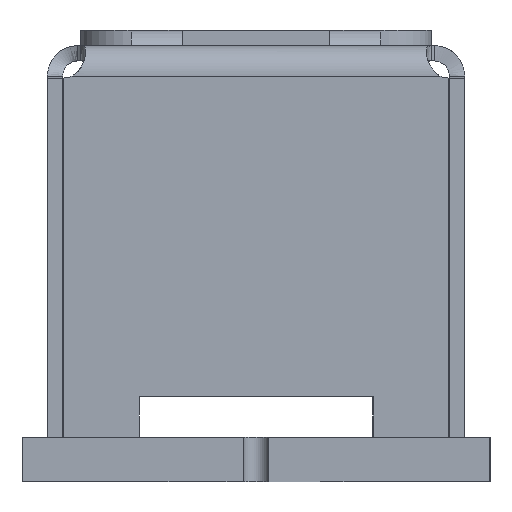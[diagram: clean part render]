
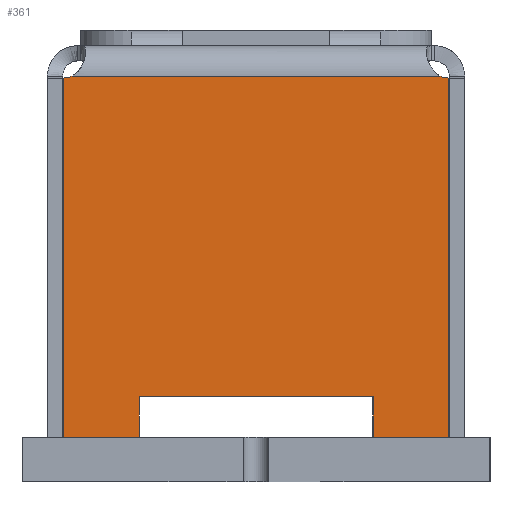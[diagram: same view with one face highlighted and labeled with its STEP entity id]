
A CAD part, left-side view. The second image highlights one B-rep face of the part: STEP entity #361.
In plain terms, the highlighted planar face has unit normal (-1, 0, 0).
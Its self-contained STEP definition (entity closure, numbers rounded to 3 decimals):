
#361=ADVANCED_FACE('',(#6176),#6178,.F.);
#6176=FACE_BOUND('',#6177,.T.);
#6177=EDGE_LOOP('',(#14939,#14940,#14941,#14942,#14943,#14944,#14945,#14946,#14947,
#14948));
#6178=PLANE('',#6179);
#6179=AXIS2_PLACEMENT_3D('',#6180,#6181,#6182);
#6180=CARTESIAN_POINT('',(0.5,4.6,7.7));
#6181=DIRECTION('',(1.,0.,0.));
#6182=DIRECTION('',(0.,0.,-1.));
#14939=ORIENTED_EDGE('',*,*,#18087,.T.);
#14940=ORIENTED_EDGE('',*,*,#18293,.F.);
#14941=ORIENTED_EDGE('',*,*,#18294,.F.);
#14942=ORIENTED_EDGE('',*,*,#18295,.F.);
#14943=ORIENTED_EDGE('',*,*,#18296,.T.);
#14944=ORIENTED_EDGE('',*,*,#18291,.F.);
#14945=ORIENTED_EDGE('',*,*,#18297,.T.);
#14946=ORIENTED_EDGE('',*,*,#18283,.F.);
#14947=ORIENTED_EDGE('',*,*,#18298,.F.);
#14948=ORIENTED_EDGE('',*,*,#18299,.T.);
#18087=EDGE_CURVE('',#19819,#19817,#19820,.T.);
#18283=EDGE_CURVE('',#20176,#20177,#20178,.T.);
#18291=EDGE_CURVE('',#20189,#20191,#20192,.T.);
#18293=EDGE_CURVE('',#20194,#19817,#20195,.T.);
#18294=EDGE_CURVE('',#20196,#20194,#20197,.T.);
#18295=EDGE_CURVE('',#20198,#20196,#20199,.T.);
#18296=EDGE_CURVE('',#20198,#20191,#20200,.T.);
#18297=EDGE_CURVE('',#20189,#20177,#20201,.T.);
#18298=EDGE_CURVE('',#20202,#20176,#20203,.T.);
#18299=EDGE_CURVE('',#20202,#19819,#20204,.T.);
#19817=VERTEX_POINT('',#22714);
#19819=VERTEX_POINT('',#22718);
#19820=LINE('',#22719,#22720);
#20176=VERTEX_POINT('',#23681);
#20177=VERTEX_POINT('',#23682);
#20178=LINE('',#23683,#23684);
#20189=VERTEX_POINT('',#23770);
#20191=VERTEX_POINT('',#23774);
#20192=LINE('',#23775,#23776);
#20194=VERTEX_POINT('',#23781);
#20195=LINE('',#23782,#23783);
#20196=VERTEX_POINT('',#23785);
#20197=LINE('',#23786,#23787);
#20198=VERTEX_POINT('',#23789);
#20199=LINE('',#23790,#23791);
#20200=LINE('',#23793,#23794);
#20201=CIRCLE('',#23796,0.45);
#20202=VERTEX_POINT('',#23800);
#20203=CIRCLE('',#23801,0.45);
#20204=LINE('',#23805,#23806);
#22714=CARTESIAN_POINT('',(0.5,6.9,0.));
#22718=CARTESIAN_POINT('',(0.5,8.393,0.));
#22719=CARTESIAN_POINT('',(0.5,8.393,0.));
#22720=VECTOR('',#22721,1.);
#22721=DIRECTION('',(0.,-1.,0.));
#23681=CARTESIAN_POINT('',(0.5,8.216,7.1));
#23682=CARTESIAN_POINT('',(0.5,0.984,7.1));
#23683=CARTESIAN_POINT('',(0.5,8.216,7.1));
#23684=VECTOR('',#23685,1.);
#23685=DIRECTION('',(0.,-1.,0.));
#23770=CARTESIAN_POINT('',(0.5,0.807,7.064));
#23774=CARTESIAN_POINT('',(0.5,0.807,0.));
#23775=CARTESIAN_POINT('',(0.5,0.807,7.064));
#23776=VECTOR('',#23777,1.);
#23777=DIRECTION('',(0.,0.,-1.));
#23781=CARTESIAN_POINT('',(0.5,6.9,0.8));
#23782=CARTESIAN_POINT('',(0.5,6.9,0.8));
#23783=VECTOR('',#23784,1.);
#23784=DIRECTION('',(0.,0.,-1.));
#23785=CARTESIAN_POINT('',(0.5,2.3,0.8));
#23786=CARTESIAN_POINT('',(0.5,2.3,0.8));
#23787=VECTOR('',#23788,1.);
#23788=DIRECTION('',(0.,1.,0.));
#23789=CARTESIAN_POINT('',(0.5,2.3,0.));
#23790=CARTESIAN_POINT('',(0.5,2.3,0.));
#23791=VECTOR('',#23792,1.);
#23792=DIRECTION('',(0.,0.,1.));
#23793=CARTESIAN_POINT('',(0.5,2.3,0.));
#23794=VECTOR('',#23795,1.);
#23795=DIRECTION('',(0.,-1.,0.));
#23796=AXIS2_PLACEMENT_3D('',#23797,#23798,#23799);
#23797=CARTESIAN_POINT('',(0.5,0.807,7.514));
#23798=DIRECTION('',(1.,0.,0.));
#23799=DIRECTION('',(0.,0.,-1.));
#23800=CARTESIAN_POINT('',(0.5,8.393,7.064));
#23801=AXIS2_PLACEMENT_3D('',#23802,#23803,#23804);
#23802=CARTESIAN_POINT('',(0.5,8.393,7.514));
#23803=DIRECTION('',(-1.,0.,0.));
#23804=DIRECTION('',(0.,0.,-1.));
#23805=CARTESIAN_POINT('',(0.5,8.393,7.064));
#23806=VECTOR('',#23807,1.);
#23807=DIRECTION('',(0.,0.,-1.));
